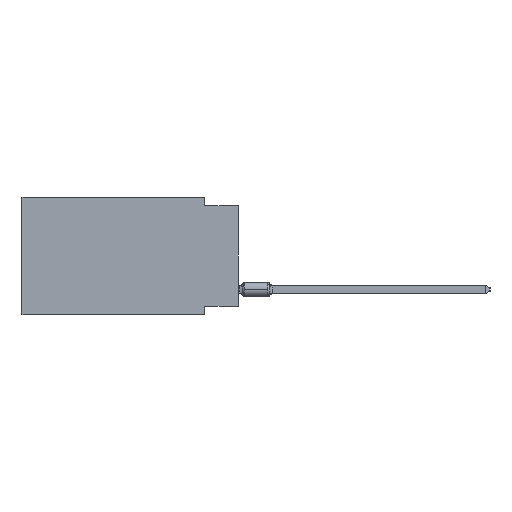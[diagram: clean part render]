
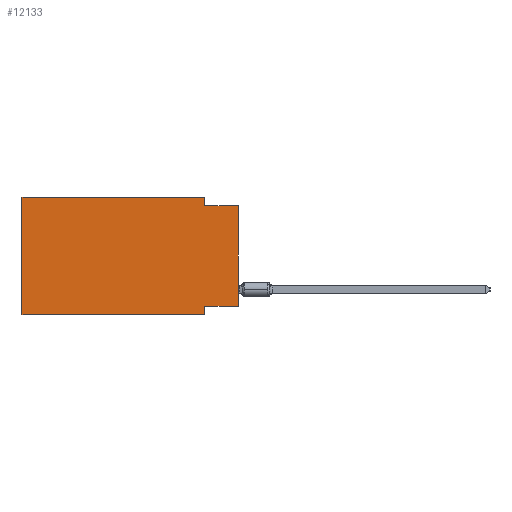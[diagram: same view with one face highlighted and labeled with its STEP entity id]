
A CAD part, left-side view. The second image highlights one B-rep face of the part: STEP entity #12133.
In plain terms, the highlighted planar face has unit normal (-1, 0, 0).
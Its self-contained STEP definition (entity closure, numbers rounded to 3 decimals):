
#303 = EDGE_CURVE ( 'NONE', #22091, #47052, #12114, .T. ) ;
#429 = CARTESIAN_POINT ( 'NONE',  ( 0., 16.383, 0. ) ) ;
#1052 = CARTESIAN_POINT ( 'NONE',  ( 0., 2.54, -8.89 ) ) ;
#3395 = CARTESIAN_POINT ( 'NONE',  ( 0., 2.54, 0. ) ) ;
#3851 = VERTEX_POINT ( 'NONE', #29797 ) ;
#5804 = LINE ( 'NONE', #9861, #42384 ) ;
#6420 = PLANE ( 'NONE',  #34627 ) ;
#7602 = LINE ( 'NONE', #20634, #42270 ) ;
#7990 = CARTESIAN_POINT ( 'NONE',  ( 0., 0., -8.255 ) ) ;
#8119 = DIRECTION ( 'NONE',  ( 1., 0., 0. ) ) ;
#8855 = DIRECTION ( 'NONE',  ( 0., 1., 0. ) ) ;
#8906 = CARTESIAN_POINT ( 'NONE',  ( 0., 0., -0.635 ) ) ;
#8967 = VECTOR ( 'NONE', #30349, 1000. ) ;
#9861 = CARTESIAN_POINT ( 'NONE',  ( 0., 16.383, 0. ) ) ;
#10473 = DIRECTION ( 'NONE',  ( 0., 0., -1. ) ) ;
#11059 = ORIENTED_EDGE ( 'NONE', *, *, #303, .T. ) ;
#11383 = ORIENTED_EDGE ( 'NONE', *, *, #19786, .F. ) ;
#12114 = LINE ( 'NONE', #42274, #39875 ) ;
#12133 = ADVANCED_FACE ( 'NONE', ( #46099 ), #6420, .F. ) ;
#12594 = DIRECTION ( 'NONE',  ( 0., -1., 0. ) ) ;
#12657 = LINE ( 'NONE', #8906, #8967 ) ;
#13559 = LINE ( 'NONE', #17910, #53708 ) ;
#14639 = EDGE_CURVE ( 'NONE', #22255, #28604, #54180, .T. ) ;
#17558 = CARTESIAN_POINT ( 'NONE',  ( 0., 0., -8.255 ) ) ;
#17910 = CARTESIAN_POINT ( 'NONE',  ( 0., 2.54, 0. ) ) ;
#18751 = VERTEX_POINT ( 'NONE', #3395 ) ;
#19181 = CARTESIAN_POINT ( 'NONE',  ( 0., 2.54, -8.89 ) ) ;
#19417 = VECTOR ( 'NONE', #8855, 1000. ) ;
#19786 = EDGE_CURVE ( 'NONE', #18751, #31098, #13559, .T. ) ;
#20634 = CARTESIAN_POINT ( 'NONE',  ( 0., 16.383, -8.89 ) ) ;
#22091 = VERTEX_POINT ( 'NONE', #17558 ) ;
#22255 = VERTEX_POINT ( 'NONE', #51384 ) ;
#23058 = CARTESIAN_POINT ( 'NONE',  ( 0., 2.54, -0.635 ) ) ;
#24089 = CARTESIAN_POINT ( 'NONE',  ( 0., 16.383, 0. ) ) ;
#24531 = DIRECTION ( 'NONE',  ( 0., 0., 1. ) ) ;
#24982 = CARTESIAN_POINT ( 'NONE',  ( 0., 16.383, -8.89 ) ) ;
#25452 = ORIENTED_EDGE ( 'NONE', *, *, #52525, .F. ) ;
#26873 = ORIENTED_EDGE ( 'NONE', *, *, #48838, .F. ) ;
#26993 = VERTEX_POINT ( 'NONE', #24982 ) ;
#27035 = EDGE_CURVE ( 'NONE', #26993, #28604, #7602, .T. ) ;
#28525 = ORIENTED_EDGE ( 'NONE', *, *, #55747, .F. ) ;
#28604 = VERTEX_POINT ( 'NONE', #1052 ) ;
#29797 = CARTESIAN_POINT ( 'NONE',  ( 0., 16.383, 0. ) ) ;
#30349 = DIRECTION ( 'NONE',  ( 0., -1., 0. ) ) ;
#31098 = VERTEX_POINT ( 'NONE', #23058 ) ;
#31857 = CARTESIAN_POINT ( 'NONE',  ( 0., 0., -0.635 ) ) ;
#34627 = AXIS2_PLACEMENT_3D ( 'NONE', #24089, #8119, #39106 ) ;
#35194 = LINE ( 'NONE', #429, #42069 ) ;
#35398 = EDGE_LOOP ( 'NONE', ( #11059, #28525, #11383, #43615, #26873, #53659, #54124, #25452 ) ) ;
#39097 = EDGE_CURVE ( 'NONE', #3851, #18751, #35194, .T. ) ;
#39106 = DIRECTION ( 'NONE',  ( 0., 0., -1. ) ) ;
#39875 = VECTOR ( 'NONE', #46324, 1000. ) ;
#42069 = VECTOR ( 'NONE', #12594, 1000. ) ;
#42270 = VECTOR ( 'NONE', #51606, 1000. ) ;
#42274 = CARTESIAN_POINT ( 'NONE',  ( 0., 0., 0. ) ) ;
#42384 = VECTOR ( 'NONE', #24531, 1000. ) ;
#43615 = ORIENTED_EDGE ( 'NONE', *, *, #39097, .F. ) ;
#46099 = FACE_OUTER_BOUND ( 'NONE', #35398, .T. ) ;
#46324 = DIRECTION ( 'NONE',  ( 0., 0., 1. ) ) ;
#47052 = VERTEX_POINT ( 'NONE', #31857 ) ;
#48225 = LINE ( 'NONE', #7990, #19417 ) ;
#48705 = VECTOR ( 'NONE', #10473, 1000. ) ;
#48838 = EDGE_CURVE ( 'NONE', #26993, #3851, #5804, .T. ) ;
#51384 = CARTESIAN_POINT ( 'NONE',  ( 0., 2.54, -8.255 ) ) ;
#51606 = DIRECTION ( 'NONE',  ( 0., -1., 0. ) ) ;
#52525 = EDGE_CURVE ( 'NONE', #22091, #22255, #48225, .T. ) ;
#53659 = ORIENTED_EDGE ( 'NONE', *, *, #27035, .T. ) ;
#53708 = VECTOR ( 'NONE', #56705, 1000. ) ;
#54124 = ORIENTED_EDGE ( 'NONE', *, *, #14639, .F. ) ;
#54180 = LINE ( 'NONE', #19181, #48705 ) ;
#55747 = EDGE_CURVE ( 'NONE', #31098, #47052, #12657, .T. ) ;
#56705 = DIRECTION ( 'NONE',  ( 0., 0., -1. ) ) ;
